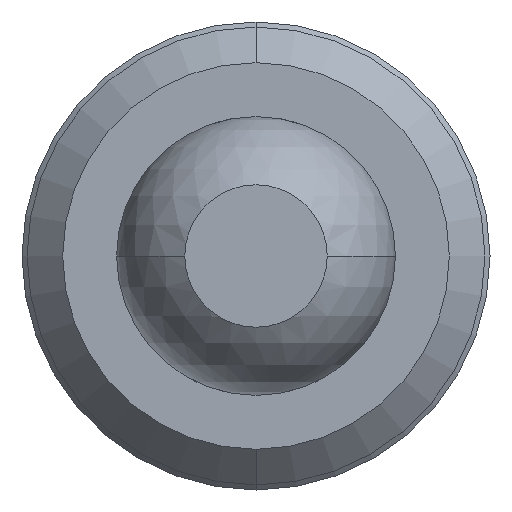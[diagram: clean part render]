
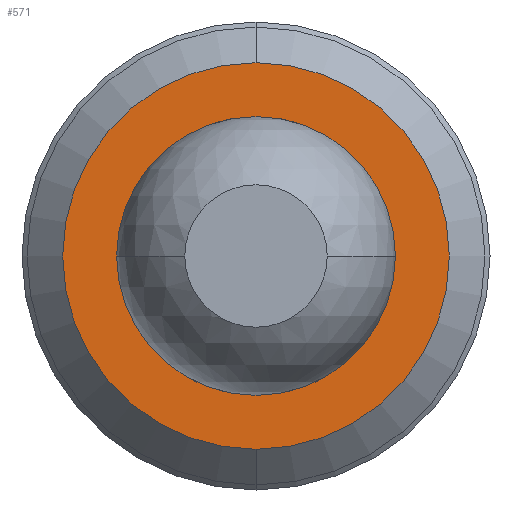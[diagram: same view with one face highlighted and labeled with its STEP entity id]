
A CAD part, front view. The second image highlights one B-rep face of the part: STEP entity #571.
In plain terms, the highlighted planar face has unit normal (0, -1, 0).
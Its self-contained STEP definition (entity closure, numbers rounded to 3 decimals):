
#52 = EDGE_CURVE ( 'Defeature ausgef�hrt2_3+Defeature ausgef�hrt2_6+Defeature ausgef�hrt2_6+Defeature ausgef�hrt2_6', #1674, #3671, #3794, .T. ) ;
#199 = CIRCLE ( 'NONE', #3323, 0.95 ) ;
#317 = CARTESIAN_POINT ( 'NONE',  ( 0., 6.4, 0. ) ) ;
#416 = CARTESIAN_POINT ( 'NONE',  ( 0., 6.4, 0.95 ) ) ;
#427 = AXIS2_PLACEMENT_3D ( 'NONE', #317, #3548, #1062 ) ;
#571 = ADVANCED_FACE ( 'Defeature ausgef�hrt2_3', ( #1326, #4042 ), #3147, .T. ) ;
#652 = DIRECTION ( 'NONE',  ( 0., 0., -1. ) ) ;
#749 = DIRECTION ( 'NONE',  ( 0., 0., -1. ) ) ;
#954 = DIRECTION ( 'NONE',  ( 0., 0., -1. ) ) ;
#1007 = ORIENTED_EDGE ( 'NONE', *, *, #1066, .F. ) ;
#1062 = DIRECTION ( 'NONE',  ( 0., 0., -1. ) ) ;
#1066 = EDGE_CURVE ( 'Defeature ausgef�hrt2_2+Defeature ausgef�hrt2_3+Defeature ausgef�hrt2_3+Defeature ausgef�hrt2_3', #5083, #4222, #2360, .T. ) ;
#1101 = EDGE_LOOP ( 'NONE', ( #2766, #5191 ) ) ;
#1112 = DIRECTION ( 'NONE',  ( 0., -1., 0. ) ) ;
#1299 = ORIENTED_EDGE ( 'NONE', *, *, #4629, .F. ) ;
#1326 = FACE_OUTER_BOUND ( 'NONE', #1101, .T. ) ;
#1401 = CARTESIAN_POINT ( 'NONE',  ( 0., 6.4, 0. ) ) ;
#1527 = DIRECTION ( 'NONE',  ( 0., -1., 0. ) ) ;
#1674 = VERTEX_POINT ( 'NONE', #3712 ) ;
#2010 = DIRECTION ( 'NONE',  ( 0., -1., 0. ) ) ;
#2360 = CIRCLE ( 'NONE', #5354, 0.45 ) ;
#2575 = DIRECTION ( 'NONE',  ( 0., -1., 0. ) ) ;
#2766 = ORIENTED_EDGE ( 'NONE', *, *, #5195, .T. ) ;
#2799 = CARTESIAN_POINT ( 'NONE',  ( 0., 6.4, 0. ) ) ;
#3018 = DIRECTION ( 'NONE',  ( 0., 0., -1. ) ) ;
#3147 = PLANE ( 'NONE',  #5212 ) ;
#3165 = CARTESIAN_POINT ( 'NONE',  ( 0., 6.4, 0.45 ) ) ;
#3184 = CARTESIAN_POINT ( 'NONE',  ( 0.45, 6.4, 0. ) ) ;
#3194 = CARTESIAN_POINT ( 'NONE',  ( 0., 6.4, -0.45 ) ) ;
#3323 = AXIS2_PLACEMENT_3D ( 'NONE', #1401, #2575, #954 ) ;
#3518 = CIRCLE ( 'NONE', #427, 0.45 ) ;
#3548 = DIRECTION ( 'NONE',  ( 0., -1., 0. ) ) ;
#3552 = AXIS2_PLACEMENT_3D ( 'NONE', #2799, #1527, #749 ) ;
#3671 = VERTEX_POINT ( 'NONE', #416 ) ;
#3712 = CARTESIAN_POINT ( 'NONE',  ( 0., 6.4, -0.95 ) ) ;
#3794 = CIRCLE ( 'NONE', #3552, 0.95 ) ;
#4042 = FACE_BOUND ( 'NONE', #4375, .T. ) ;
#4222 = VERTEX_POINT ( 'NONE', #3194 ) ;
#4375 = EDGE_LOOP ( 'NONE', ( #1299, #1007 ) ) ;
#4399 = CARTESIAN_POINT ( 'NONE',  ( 0., 6.4, 0. ) ) ;
#4629 = EDGE_CURVE ( 'Defeature ausgef�hrt2_2+Defeature ausgef�hrt2_3+Defeature ausgef�hrt2_3+Defeature ausgef�hrt2_3', #4222, #5083, #3518, .T. ) ;
#5083 = VERTEX_POINT ( 'NONE', #3165 ) ;
#5191 = ORIENTED_EDGE ( 'NONE', *, *, #52, .T. ) ;
#5195 = EDGE_CURVE ( 'Defeature ausgef�hrt2_3+Defeature ausgef�hrt2_6+Defeature ausgef�hrt2_6+Defeature ausgef�hrt2_6', #3671, #1674, #199, .T. ) ;
#5212 = AXIS2_PLACEMENT_3D ( 'NONE', #3184, #1112, #652 ) ;
#5354 = AXIS2_PLACEMENT_3D ( 'NONE', #4399, #2010, #3018 ) ;
